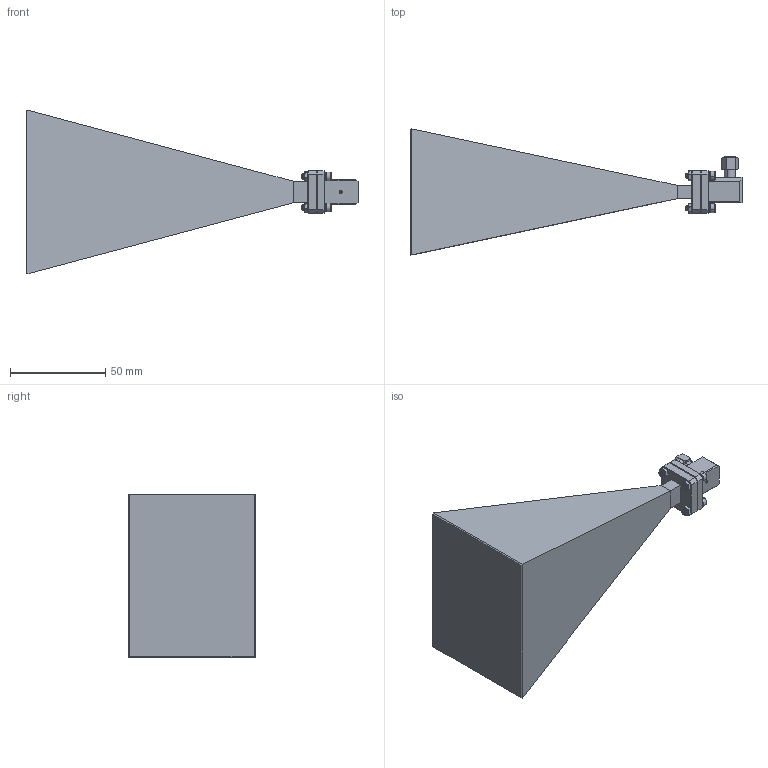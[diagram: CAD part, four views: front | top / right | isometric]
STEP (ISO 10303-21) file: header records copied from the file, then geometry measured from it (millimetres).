
FILE_DESCRIPTION (( 'STEP AP203' ), '1' );
FILE_NAME ('SAR-2309-34KM-R2.STEP', '2019-07-02T16:21:03', ( '' ), ( '' ), 'SwSTEP 2.0', 'SolidWorks 2016', '' );
FILE_SCHEMA (( 'CONFIG_CONTROL_DESIGN' ));
Length unit declared in the file: inch
Products named in the file (1): SAR-2309-34KM-R2
Bounding box: 173.99 x 66.1 x 85.86 mm (x, y, z)
Surface area: 36405.5 mm2 (no closed solid volume)
Topology: 0 solids, 18 shells, 819 faces, 2023 edges, 1252 vertices
Faces by surface type: cylinder 424, plane 212, cone 172, bspline 11
Entity records: 32398 total; most frequent: CARTESIAN_POINT 15016, ORIENTED_EDGE 4024, DIRECTION 3218, EDGE_CURVE 2015, VERTEX_POINT 1252, AXIS2_PLACEMENT_3D 1171, LINE 876, VECTOR 876
